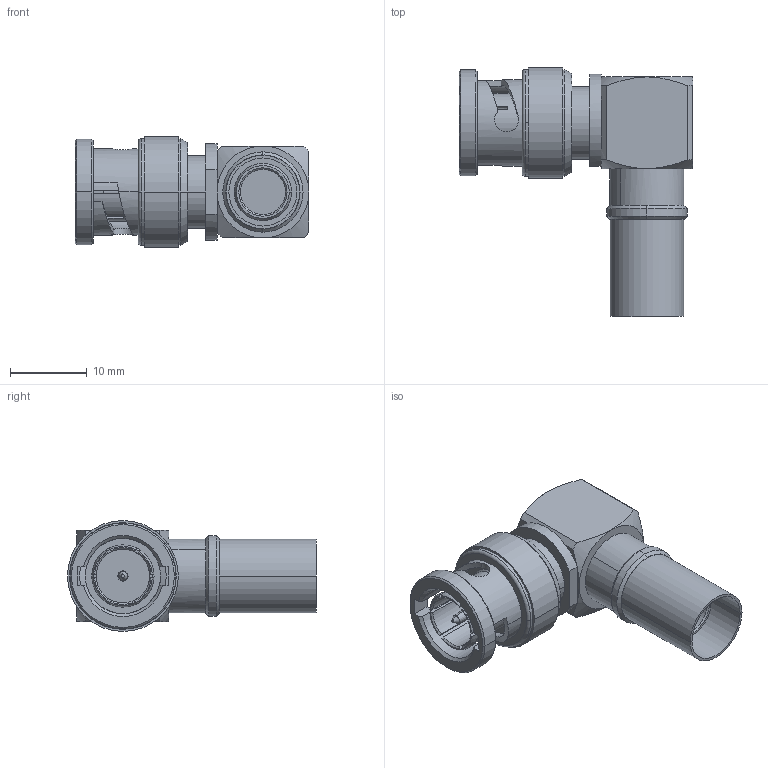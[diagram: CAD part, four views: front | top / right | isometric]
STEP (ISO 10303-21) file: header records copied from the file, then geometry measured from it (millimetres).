
FILE_DESCRIPTION((''),'2;1');
FILE_NAME('31-70545-12G_ASM_SW0001','2019-01-31T',('Clement'),(''),'CREO PARAMETRIC BY PTC INC, 2017020','CREO PARAMETRIC BY PTC INC, 2017020','');
FILE_SCHEMA(('CONFIG_CONTROL_DESIGN'));
Length unit declared in the file: inch
Products named in the file (1): 31-70545-12G_ASM_SW0001
Bounding box: 30.54 x 32.54 x 14.48 mm (x, y, z)
Volume: 4386.8 mm3; surface area: 3401.2 mm2
Topology: 1 solids, 1 shells, 167 faces, 434 edges, 280 vertices
Faces by surface type: plane 62, cone 50, cylinder 43, torus 8, bspline 4
Entity records: 5924 total; most frequent: CARTESIAN_POINT 1789, ORIENTED_EDGE 868, DIRECTION 862, EDGE_CURVE 434, AXIS2_PLACEMENT_3D 351, VERTEX_POINT 280, CIRCLE 188, EDGE_LOOP 182
